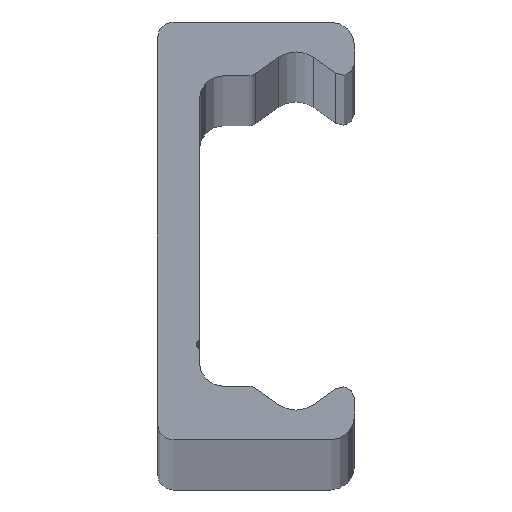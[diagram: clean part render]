
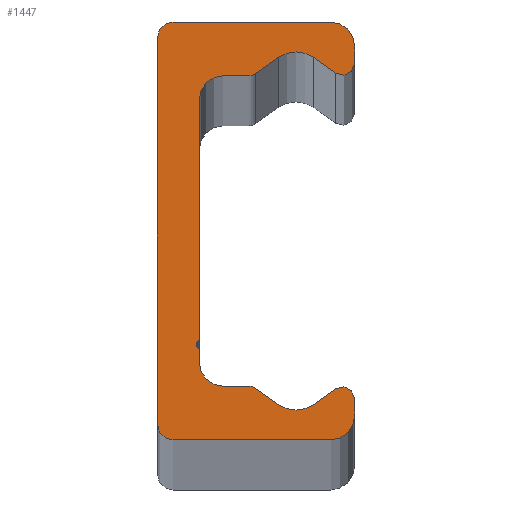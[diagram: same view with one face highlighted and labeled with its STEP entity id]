
A CAD part, top view. The second image highlights one B-rep face of the part: STEP entity #1447.
In plain terms, the highlighted planar face has unit normal (0, 0, 1).
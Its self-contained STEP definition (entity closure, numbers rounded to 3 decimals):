
#34=VECTOR('',#1954,1.);
#39=VECTOR('',#1966,1.);
#43=VECTOR('',#1977,1.);
#47=VECTOR('',#1988,1.);
#51=VECTOR('',#1999,1.);
#55=VECTOR('',#2010,1.);
#59=VECTOR('',#2021,1.);
#63=VECTOR('',#2032,1.);
#67=VECTOR('',#2043,1.);
#71=VECTOR('',#2054,1.);
#75=VECTOR('',#2065,1.);
#79=VECTOR('',#2076,1.);
#83=VECTOR('',#2087,1.);
#86=LINE('',#2339,#34);
#91=LINE('',#2354,#39);
#95=LINE('',#2366,#43);
#99=LINE('',#2378,#47);
#103=LINE('',#2390,#51);
#107=LINE('',#2402,#55);
#111=LINE('',#2414,#59);
#115=LINE('',#2426,#63);
#119=LINE('',#2438,#67);
#123=LINE('',#2450,#71);
#127=LINE('',#2462,#75);
#131=LINE('',#2474,#79);
#135=LINE('',#2486,#83);
#151=PLANE('',#1651);
#273=VERTEX_POINT('',#2340);
#274=VERTEX_POINT('',#2341);
#277=VERTEX_POINT('',#2349);
#279=VERTEX_POINT('',#2355);
#281=VERTEX_POINT('',#2361);
#283=VERTEX_POINT('',#2367);
#285=VERTEX_POINT('',#2373);
#287=VERTEX_POINT('',#2379);
#289=VERTEX_POINT('',#2385);
#291=VERTEX_POINT('',#2391);
#293=VERTEX_POINT('',#2397);
#295=VERTEX_POINT('',#2403);
#297=VERTEX_POINT('',#2409);
#299=VERTEX_POINT('',#2415);
#301=VERTEX_POINT('',#2421);
#303=VERTEX_POINT('',#2427);
#305=VERTEX_POINT('',#2433);
#307=VERTEX_POINT('',#2439);
#309=VERTEX_POINT('',#2445);
#311=VERTEX_POINT('',#2451);
#313=VERTEX_POINT('',#2457);
#315=VERTEX_POINT('',#2463);
#317=VERTEX_POINT('',#2469);
#319=VERTEX_POINT('',#2475);
#321=VERTEX_POINT('',#2481);
#323=VERTEX_POINT('',#2487);
#415=CIRCLE('',#1601,2.);
#417=CIRCLE('',#1605,1.);
#419=CIRCLE('',#1609,2.5);
#421=CIRCLE('',#1613,1.);
#423=CIRCLE('',#1617,2.);
#425=CIRCLE('',#1621,0.5);
#427=CIRCLE('',#1625,2.);
#429=CIRCLE('',#1629,1.);
#431=CIRCLE('',#1633,2.5);
#433=CIRCLE('',#1637,1.);
#435=CIRCLE('',#1641,2.);
#437=CIRCLE('',#1645,1.3);
#439=CIRCLE('',#1649,1.3);
#531=EDGE_CURVE('',#273,#274,#86,.T.);
#535=EDGE_CURVE('',#274,#277,#415,.T.);
#538=EDGE_CURVE('',#277,#279,#91,.T.);
#541=EDGE_CURVE('',#279,#281,#417,.T.);
#544=EDGE_CURVE('',#281,#283,#95,.T.);
#547=EDGE_CURVE('',#283,#285,#419,.T.);
#550=EDGE_CURVE('',#285,#287,#99,.T.);
#553=EDGE_CURVE('',#287,#289,#421,.T.);
#556=EDGE_CURVE('',#289,#291,#103,.T.);
#559=EDGE_CURVE('',#291,#293,#423,.T.);
#562=EDGE_CURVE('',#293,#295,#107,.T.);
#565=EDGE_CURVE('',#295,#297,#425,.T.);
#568=EDGE_CURVE('',#297,#299,#111,.T.);
#571=EDGE_CURVE('',#299,#301,#427,.T.);
#574=EDGE_CURVE('',#301,#303,#115,.T.);
#577=EDGE_CURVE('',#303,#305,#429,.T.);
#580=EDGE_CURVE('',#305,#307,#119,.T.);
#583=EDGE_CURVE('',#307,#309,#431,.T.);
#586=EDGE_CURVE('',#309,#311,#123,.T.);
#589=EDGE_CURVE('',#311,#313,#433,.T.);
#592=EDGE_CURVE('',#313,#315,#127,.T.);
#595=EDGE_CURVE('',#315,#317,#435,.T.);
#598=EDGE_CURVE('',#317,#319,#131,.T.);
#601=EDGE_CURVE('',#319,#321,#437,.T.);
#604=EDGE_CURVE('',#321,#323,#135,.T.);
#607=EDGE_CURVE('',#323,#273,#439,.T.);
#893=ORIENTED_EDGE('',*,*,#531,.F.);
#894=ORIENTED_EDGE('',*,*,#607,.F.);
#895=ORIENTED_EDGE('',*,*,#604,.F.);
#896=ORIENTED_EDGE('',*,*,#601,.F.);
#897=ORIENTED_EDGE('',*,*,#598,.F.);
#898=ORIENTED_EDGE('',*,*,#595,.F.);
#899=ORIENTED_EDGE('',*,*,#592,.F.);
#900=ORIENTED_EDGE('',*,*,#589,.F.);
#901=ORIENTED_EDGE('',*,*,#586,.F.);
#902=ORIENTED_EDGE('',*,*,#583,.F.);
#903=ORIENTED_EDGE('',*,*,#580,.F.);
#904=ORIENTED_EDGE('',*,*,#577,.F.);
#905=ORIENTED_EDGE('',*,*,#574,.F.);
#906=ORIENTED_EDGE('',*,*,#571,.F.);
#907=ORIENTED_EDGE('',*,*,#568,.F.);
#908=ORIENTED_EDGE('',*,*,#565,.F.);
#909=ORIENTED_EDGE('',*,*,#562,.F.);
#910=ORIENTED_EDGE('',*,*,#559,.F.);
#911=ORIENTED_EDGE('',*,*,#556,.F.);
#912=ORIENTED_EDGE('',*,*,#553,.F.);
#913=ORIENTED_EDGE('',*,*,#550,.F.);
#914=ORIENTED_EDGE('',*,*,#547,.F.);
#915=ORIENTED_EDGE('',*,*,#544,.F.);
#916=ORIENTED_EDGE('',*,*,#541,.F.);
#917=ORIENTED_EDGE('',*,*,#538,.F.);
#918=ORIENTED_EDGE('',*,*,#535,.F.);
#1151=EDGE_LOOP('',(#893,#894,#895,#896,#897,#898,#899,#900,#901,#902,#903,
#904,#905,#906,#907,#908,#909,#910,#911,#912,#913,#914,#915,#916,#917,#918));
#1359=FACE_BOUND('',#1151,.T.);
#1447=ADVANCED_FACE('',(#1359),#151,.T.);
#1601=AXIS2_PLACEMENT_3D('',#2348,#1960,#1961);
#1605=AXIS2_PLACEMENT_3D('',#2360,#1971,#1972);
#1609=AXIS2_PLACEMENT_3D('',#2372,#1982,#1983);
#1613=AXIS2_PLACEMENT_3D('',#2384,#1993,#1994);
#1617=AXIS2_PLACEMENT_3D('',#2396,#2004,#2005);
#1621=AXIS2_PLACEMENT_3D('',#2408,#2015,#2016);
#1625=AXIS2_PLACEMENT_3D('',#2420,#2026,#2027);
#1629=AXIS2_PLACEMENT_3D('',#2432,#2037,#2038);
#1633=AXIS2_PLACEMENT_3D('',#2444,#2048,#2049);
#1637=AXIS2_PLACEMENT_3D('',#2456,#2059,#2060);
#1641=AXIS2_PLACEMENT_3D('',#2468,#2070,#2071);
#1645=AXIS2_PLACEMENT_3D('',#2480,#2081,#2082);
#1649=AXIS2_PLACEMENT_3D('',#2492,#2092,#2093);
#1651=AXIS2_PLACEMENT_3D('',#2494,#2096,$);
#1954=DIRECTION('',(1.,0.,0.));
#1960=DIRECTION('',(0.,0.,-1.));
#1961=DIRECTION('',(2.,0.,0.));
#1966=DIRECTION('',(0.,-1.,0.));
#1971=DIRECTION('',(0.,0.,-1.));
#1972=DIRECTION('',(1.,0.,0.));
#1977=DIRECTION('',(-0.819,0.574,0.));
#1982=DIRECTION('',(0.,0.,1.));
#1983=DIRECTION('',(2.5,0.,0.));
#1988=DIRECTION('',(-0.819,-0.574,0.));
#1993=DIRECTION('',(0.,0.,-1.));
#1994=DIRECTION('',(1.,0.,0.));
#1999=DIRECTION('',(-1.,0.,0.));
#2004=DIRECTION('',(0.,0.,1.));
#2005=DIRECTION('',(2.,0.,0.));
#2010=DIRECTION('',(0.,-1.,0.));
#2015=DIRECTION('',(0.,0.,1.));
#2016=DIRECTION('',(0.5,0.,0.));
#2021=DIRECTION('',(0.,-1.,0.));
#2026=DIRECTION('',(0.,0.,1.));
#2027=DIRECTION('',(2.,0.,0.));
#2032=DIRECTION('',(1.,0.,0.));
#2037=DIRECTION('',(0.,0.,-1.));
#2038=DIRECTION('',(1.,0.,0.));
#2043=DIRECTION('',(0.819,-0.574,0.));
#2048=DIRECTION('',(0.,0.,1.));
#2049=DIRECTION('',(2.5,0.,0.));
#2054=DIRECTION('',(0.819,0.574,0.));
#2059=DIRECTION('',(0.,0.,-1.));
#2060=DIRECTION('',(1.,0.,0.));
#2065=DIRECTION('',(0.,-1.,0.));
#2070=DIRECTION('',(0.,0.,-1.));
#2071=DIRECTION('',(2.,0.,0.));
#2076=DIRECTION('',(-1.,0.,0.));
#2081=DIRECTION('',(0.,0.,-1.));
#2082=DIRECTION('',(1.3,0.,0.));
#2087=DIRECTION('',(0.,1.,0.));
#2092=DIRECTION('',(0.,0.,-1.));
#2093=DIRECTION('',(1.3,0.,0.));
#2096=DIRECTION('',(0.,0.,1.));
#2339=CARTESIAN_POINT('',(14.5,17.5,2400.));
#2340=CARTESIAN_POINT('',(1.3,17.5,2400.));
#2341=CARTESIAN_POINT('',(14.5,17.5,2400.));
#2348=CARTESIAN_POINT('',(14.5,15.5,2400.));
#2349=CARTESIAN_POINT('',(16.5,15.5,2400.));
#2354=CARTESIAN_POINT('',(16.5,14.042,2400.));
#2355=CARTESIAN_POINT('',(16.5,14.042,2400.));
#2360=CARTESIAN_POINT('',(15.5,14.042,2400.));
#2361=CARTESIAN_POINT('',(14.926,13.223,2400.));
#2366=CARTESIAN_POINT('',(13.034,14.548,2400.));
#2367=CARTESIAN_POINT('',(13.034,14.548,2400.));
#2372=CARTESIAN_POINT('',(11.6,12.5,2400.));
#2373=CARTESIAN_POINT('',(10.166,14.548,2400.));
#2378=CARTESIAN_POINT('',(8.214,13.181,2400.));
#2379=CARTESIAN_POINT('',(8.214,13.181,2400.));
#2384=CARTESIAN_POINT('',(7.64,14.,2400.));
#2385=CARTESIAN_POINT('',(7.64,13.,2400.));
#2390=CARTESIAN_POINT('',(5.5,13.,2400.));
#2391=CARTESIAN_POINT('',(5.5,13.,2400.));
#2396=CARTESIAN_POINT('',(5.5,11.,2400.));
#2397=CARTESIAN_POINT('',(3.5,11.,2400.));
#2402=CARTESIAN_POINT('',(3.5,-9.067,2400.));
#2403=CARTESIAN_POINT('',(3.5,-9.067,2400.));
#2408=CARTESIAN_POINT('',(3.75,-9.5,2400.));
#2409=CARTESIAN_POINT('',(3.5,-9.933,2400.));
#2414=CARTESIAN_POINT('',(3.5,-11.,2400.));
#2415=CARTESIAN_POINT('',(3.5,-11.,2400.));
#2420=CARTESIAN_POINT('',(5.5,-11.,2400.));
#2421=CARTESIAN_POINT('',(5.5,-13.,2400.));
#2426=CARTESIAN_POINT('',(7.64,-13.,2400.));
#2427=CARTESIAN_POINT('',(7.64,-13.,2400.));
#2432=CARTESIAN_POINT('',(7.64,-14.,2400.));
#2433=CARTESIAN_POINT('',(8.214,-13.181,2400.));
#2438=CARTESIAN_POINT('',(10.166,-14.548,2400.));
#2439=CARTESIAN_POINT('',(10.166,-14.548,2400.));
#2444=CARTESIAN_POINT('',(11.6,-12.5,2400.));
#2445=CARTESIAN_POINT('',(13.034,-14.548,2400.));
#2450=CARTESIAN_POINT('',(14.926,-13.223,2400.));
#2451=CARTESIAN_POINT('',(14.926,-13.223,2400.));
#2456=CARTESIAN_POINT('',(15.5,-14.042,2400.));
#2457=CARTESIAN_POINT('',(16.5,-14.042,2400.));
#2462=CARTESIAN_POINT('',(16.5,-15.5,2400.));
#2463=CARTESIAN_POINT('',(16.5,-15.5,2400.));
#2468=CARTESIAN_POINT('',(14.5,-15.5,2400.));
#2469=CARTESIAN_POINT('',(14.5,-17.5,2400.));
#2474=CARTESIAN_POINT('',(1.3,-17.5,2400.));
#2475=CARTESIAN_POINT('',(1.3,-17.5,2400.));
#2480=CARTESIAN_POINT('',(1.3,-16.2,2400.));
#2481=CARTESIAN_POINT('',(0.,-16.2,2400.));
#2486=CARTESIAN_POINT('',(0.,16.2,2400.));
#2487=CARTESIAN_POINT('',(0.,16.2,2400.));
#2492=CARTESIAN_POINT('',(1.3,16.2,2400.));
#2494=CARTESIAN_POINT('',(5.942,-0.014,2400.));
